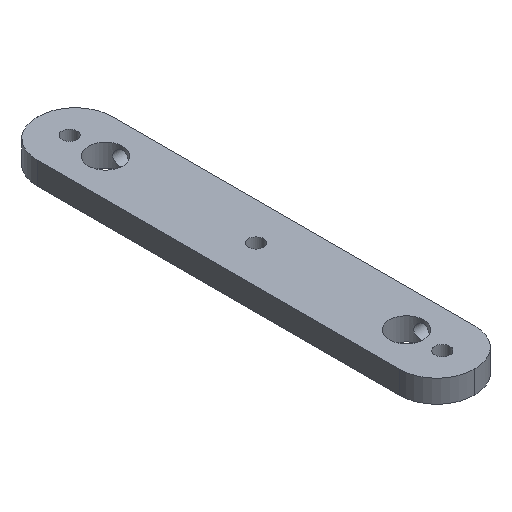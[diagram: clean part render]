
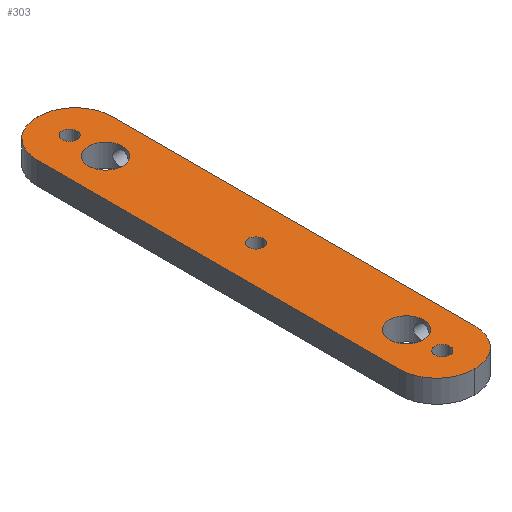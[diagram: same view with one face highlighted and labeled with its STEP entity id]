
A CAD part, isometric view. The second image highlights one B-rep face of the part: STEP entity #303.
In plain terms, the highlighted planar face has unit normal (0, 0, 1).
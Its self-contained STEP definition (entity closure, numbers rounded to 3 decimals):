
#64=CARTESIAN_POINT('',(10.,48.1,6.));
#65=VERTEX_POINT('',#64);
#72=CARTESIAN_POINT('',(10.,-48.1,6.));
#73=VERTEX_POINT('',#72);
#74=CARTESIAN_POINT('',(10.,48.1,6.));
#75=DIRECTION('',(0.,-1.,0.));
#76=VECTOR('',#75,96.2);
#77=LINE('',#74,#76);
#78=EDGE_CURVE('',#65,#73,#77,.T.);
#94=CARTESIAN_POINT('',(-0.1,58.,6.));
#95=VERTEX_POINT('',#94);
#96=CARTESIAN_POINT('',(0.1,58.,6.));
#97=VERTEX_POINT('',#96);
#98=CARTESIAN_POINT('',(-0.1,58.,6.));
#99=DIRECTION('',(1.,0.,0.));
#100=VECTOR('',#99,0.2);
#101=LINE('',#98,#100);
#102=EDGE_CURVE('',#95,#97,#101,.T.);
#134=CARTESIAN_POINT('',(-10.,-48.1,6.));
#135=VERTEX_POINT('',#134);
#136=CARTESIAN_POINT('',(-10.,48.1,6.));
#137=VERTEX_POINT('',#136);
#138=CARTESIAN_POINT('',(-10.,-48.1,6.));
#139=DIRECTION('',(-0.,1.,0.));
#140=VECTOR('',#139,96.2);
#141=LINE('',#138,#140);
#142=EDGE_CURVE('',#135,#137,#141,.T.);
#174=CARTESIAN_POINT('',(0.1,-58.,6.));
#175=VERTEX_POINT('',#174);
#176=CARTESIAN_POINT('',(-0.1,-58.,6.));
#177=VERTEX_POINT('',#176);
#178=CARTESIAN_POINT('',(0.1,-58.,6.));
#179=DIRECTION('',(-1.,0.,0.));
#180=VECTOR('',#179,0.2);
#181=LINE('',#178,#180);
#182=EDGE_CURVE('',#175,#177,#181,.T.);
#209=CARTESIAN_POINT('',(0.,0.,6.));
#210=DIRECTION('',(0.,0.,1.));
#211=DIRECTION('',(1.,0.,0.));
#212=AXIS2_PLACEMENT_3D('',#209,#210,#211);
#213=PLANE('',#212);
#214=CARTESIAN_POINT('',(4.55,39.95,6.));
#215=VERTEX_POINT('',#214);
#216=CARTESIAN_POINT('',(0.,39.95,6.));
#217=DIRECTION('',(0.,0.,1.));
#218=DIRECTION('',(1.,0.,-0.));
#219=AXIS2_PLACEMENT_3D('',#216,#217,#218);
#220=CIRCLE('',#219,4.55);
#221=EDGE_CURVE('',#215,#215,#220,.T.);
#222=ORIENTED_EDGE('',*,*,#221,.F.);
#223=EDGE_LOOP('',(#222));
#224=FACE_BOUND('',#223,.T.);
#225=CARTESIAN_POINT('',(2.,49.5,6.));
#226=VERTEX_POINT('',#225);
#227=CARTESIAN_POINT('',(0.,49.5,6.));
#228=DIRECTION('',(0.,0.,1.));
#229=DIRECTION('',(1.,0.,-0.));
#230=AXIS2_PLACEMENT_3D('',#227,#228,#229);
#231=CIRCLE('',#230,2.);
#232=EDGE_CURVE('',#226,#226,#231,.T.);
#233=ORIENTED_EDGE('',*,*,#232,.F.);
#234=EDGE_LOOP('',(#233));
#235=FACE_BOUND('',#234,.T.);
#236=CARTESIAN_POINT('',(4.55,-39.95,6.));
#237=VERTEX_POINT('',#236);
#238=CARTESIAN_POINT('',(0.,-39.95,6.));
#239=DIRECTION('',(0.,0.,1.));
#240=DIRECTION('',(1.,0.,-0.));
#241=AXIS2_PLACEMENT_3D('',#238,#239,#240);
#242=CIRCLE('',#241,4.55);
#243=EDGE_CURVE('',#237,#237,#242,.T.);
#244=ORIENTED_EDGE('',*,*,#243,.F.);
#245=EDGE_LOOP('',(#244));
#246=FACE_BOUND('',#245,.T.);
#247=CARTESIAN_POINT('',(2.,-49.5,6.));
#248=VERTEX_POINT('',#247);
#249=CARTESIAN_POINT('',(0.,-49.5,6.));
#250=DIRECTION('',(0.,0.,1.));
#251=DIRECTION('',(1.,0.,-0.));
#252=AXIS2_PLACEMENT_3D('',#249,#250,#251);
#253=CIRCLE('',#252,2.);
#254=EDGE_CURVE('',#248,#248,#253,.T.);
#255=ORIENTED_EDGE('',*,*,#254,.F.);
#256=EDGE_LOOP('',(#255));
#257=FACE_BOUND('',#256,.T.);
#258=CARTESIAN_POINT('',(2.,-0.,6.));
#259=VERTEX_POINT('',#258);
#260=CARTESIAN_POINT('',(-0.,-0.,6.));
#261=DIRECTION('',(0.,0.,1.));
#262=DIRECTION('',(1.,0.,-0.));
#263=AXIS2_PLACEMENT_3D('',#260,#261,#262);
#264=CIRCLE('',#263,2.);
#265=EDGE_CURVE('',#259,#259,#264,.T.);
#266=ORIENTED_EDGE('',*,*,#265,.F.);
#267=EDGE_LOOP('',(#266));
#268=FACE_BOUND('',#267,.T.);
#269=ORIENTED_EDGE('',*,*,#78,.F.);
#270=CARTESIAN_POINT('',(0.1,48.1,6.));
#271=DIRECTION('',(0.,0.,1.));
#272=DIRECTION('',(1.,0.,-0.));
#273=AXIS2_PLACEMENT_3D('',#270,#271,#272);
#274=CIRCLE('',#273,9.9);
#275=EDGE_CURVE('',#65,#97,#274,.T.);
#276=ORIENTED_EDGE('',*,*,#275,.T.);
#277=ORIENTED_EDGE('',*,*,#102,.F.);
#278=CARTESIAN_POINT('',(-0.1,48.1,6.));
#279=DIRECTION('',(0.,0.,1.));
#280=DIRECTION('',(1.,0.,-0.));
#281=AXIS2_PLACEMENT_3D('',#278,#279,#280);
#282=CIRCLE('',#281,9.9);
#283=EDGE_CURVE('',#95,#137,#282,.T.);
#284=ORIENTED_EDGE('',*,*,#283,.T.);
#285=ORIENTED_EDGE('',*,*,#142,.F.);
#286=CARTESIAN_POINT('',(-0.1,-48.1,6.));
#287=DIRECTION('',(0.,0.,1.));
#288=DIRECTION('',(1.,0.,-0.));
#289=AXIS2_PLACEMENT_3D('',#286,#287,#288);
#290=CIRCLE('',#289,9.9);
#291=EDGE_CURVE('',#135,#177,#290,.T.);
#292=ORIENTED_EDGE('',*,*,#291,.T.);
#293=ORIENTED_EDGE('',*,*,#182,.F.);
#294=CARTESIAN_POINT('',(0.1,-48.1,6.));
#295=DIRECTION('',(0.,0.,1.));
#296=DIRECTION('',(1.,0.,-0.));
#297=AXIS2_PLACEMENT_3D('',#294,#295,#296);
#298=CIRCLE('',#297,9.9);
#299=EDGE_CURVE('',#175,#73,#298,.T.);
#300=ORIENTED_EDGE('',*,*,#299,.T.);
#301=EDGE_LOOP('',(#269,#276,#277,#284,#285,#292,#293,#300));
#302=FACE_BOUND('',#301,.T.);
#303=ADVANCED_FACE('',(#224,#235,#246,#257,#268,#302),#213,.T.);
